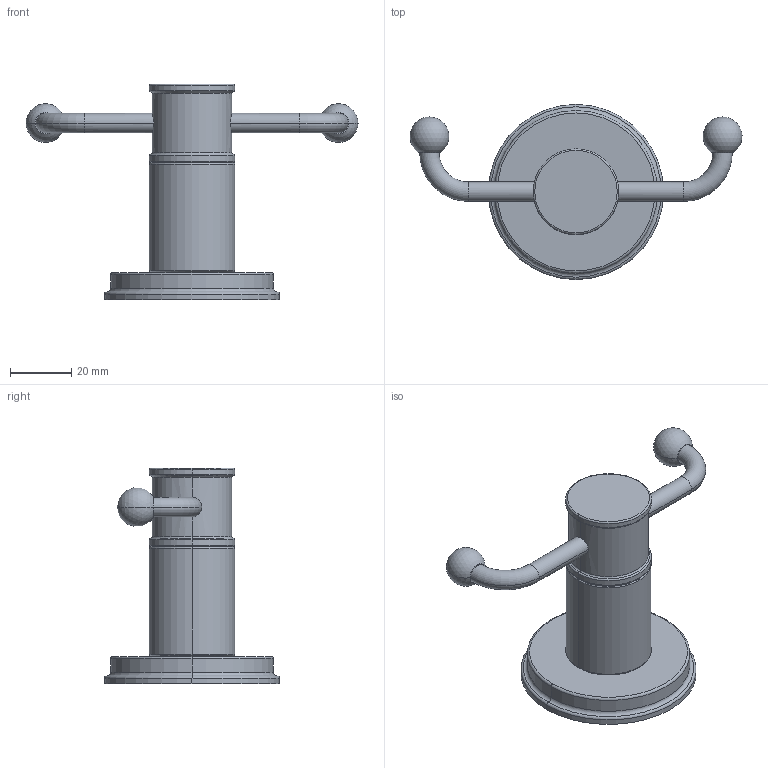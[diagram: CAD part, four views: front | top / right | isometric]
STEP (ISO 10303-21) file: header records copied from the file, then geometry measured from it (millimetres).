
FILE_DESCRIPTION((''),'2;1');
FILE_NAME('3270-1660','2022-07-05T09:06:21',('rsmith'),(''),'CREO PARAMETRIC BY PTC INC, 2019352','CREO PARAMETRIC BY PTC INC, 2019352','');
FILE_SCHEMA(('CONFIG_CONTROL_DESIGN'));
Length unit declared in the file: inch
Products named in the file (1): 3270-1660
Bounding box: 108.35 x 57.15 x 70.36 mm (x, y, z)
Volume: 61222.6 mm3; surface area: 14890 mm2
Topology: 1 solids, 1 shells, 58 faces, 124 edges, 68 vertices
Faces by surface type: torus 28, cylinder 16, plane 6, cone 4, sphere 4
Entity records: 1658 total; most frequent: CARTESIAN_POINT 334, DIRECTION 318, ORIENTED_EDGE 240, AXIS2_PLACEMENT_3D 148, EDGE_CURVE 120, CIRCLE 90, VERTEX_POINT 68, EDGE_LOOP 62
